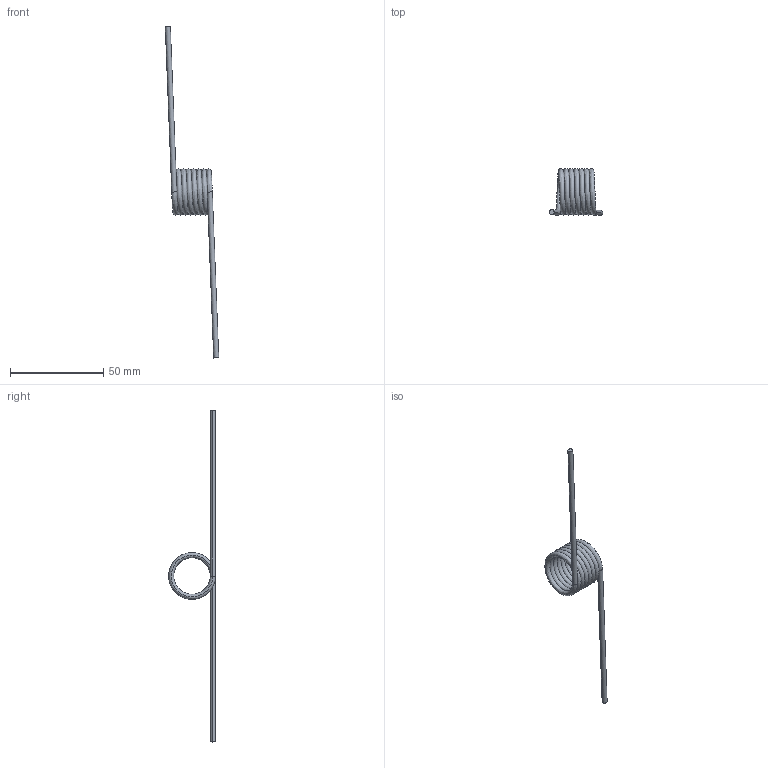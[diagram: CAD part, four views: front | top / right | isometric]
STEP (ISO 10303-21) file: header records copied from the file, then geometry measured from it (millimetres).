
FILE_DESCRIPTION (( 'STEP AP203' ), '1' );
FILE_NAME ('9287K119.STEP', '2018-02-22T19:21:31', ( '' ), ( '' ), 'SwSTEP 2.0', 'SolidWorks 2014', '' );
FILE_SCHEMA (( 'CONFIG_CONTROL_DESIGN' ));
Length unit declared in the file: inch
Products named in the file (1): 9287K119
Bounding box: 28.62 x 24.94 x 177.77 mm (x, y, z)
Volume: 3793.5 mm3; surface area: 5653.3 mm2
Topology: 1 solids, 1 shells, 8 faces, 14 edges, 8 vertices
Faces by surface type: cylinder 4, bspline 2, plane 2
Entity records: 1783 total; most frequent: CARTESIAN_POINT 1555, DIRECTION 34, ORIENTED_EDGE 28, AXIS2_PLACEMENT_3D 15, EDGE_CURVE 14, PERSON_AND_ORGANIZATION 8, ADVANCED_FACE 8, CIRCLE 8
